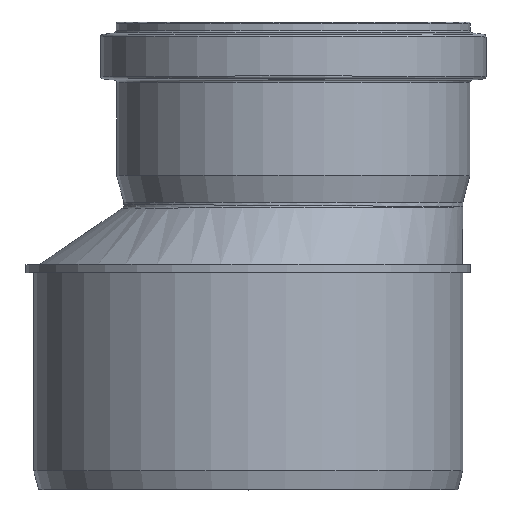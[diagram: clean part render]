
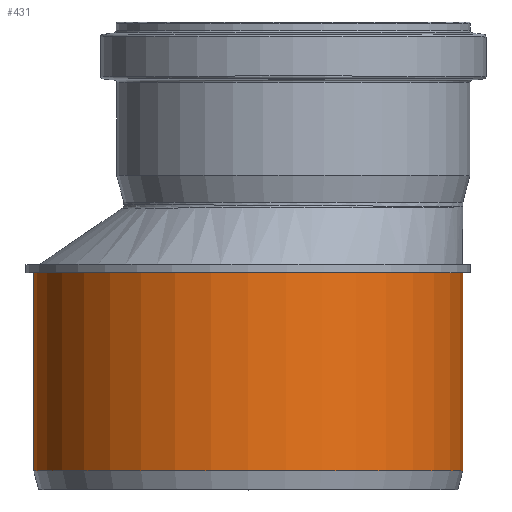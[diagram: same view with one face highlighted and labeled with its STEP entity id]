
A CAD part, top view. The second image highlights one B-rep face of the part: STEP entity #431.
In plain terms, the highlighted cylindrical face has radius 80.1 mm (diameter 160.2 mm), a full revolution.
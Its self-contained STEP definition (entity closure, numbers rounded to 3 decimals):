
#50=CYLINDRICAL_SURFACE('',#475,80.1);
#66=FACE_BOUND('',#151,.T.);
#105=FACE_OUTER_BOUND('',#150,.T.);
#150=EDGE_LOOP('',(#359));
#151=EDGE_LOOP('',(#360));
#207=CIRCLE('',#463,80.1);
#211=CIRCLE('',#470,80.1);
#241=VERTEX_POINT('',#671);
#251=VERTEX_POINT('',#1562);
#281=EDGE_CURVE('',#241,#241,#207,.T.);
#296=EDGE_CURVE('',#251,#251,#211,.T.);
#359=ORIENTED_EDGE('',*,*,#281,.T.);
#360=ORIENTED_EDGE('',*,*,#296,.F.);
#431=ADVANCED_FACE('',(#105,#66),#50,.T.);
#463=AXIS2_PLACEMENT_3D('',#672,#535,#536);
#470=AXIS2_PLACEMENT_3D('',#1563,#549,#550);
#475=AXIS2_PLACEMENT_3D('',#1570,#559,#560);
#535=DIRECTION('center_axis',(0.,-1.,0.));
#536=DIRECTION('ref_axis',(1.,0.,0.));
#549=DIRECTION('center_axis',(0.,-1.,0.));
#550=DIRECTION('ref_axis',(1.,0.,0.));
#559=DIRECTION('center_axis',(0.,-1.,0.));
#560=DIRECTION('ref_axis',(1.,0.,0.));
#671=CARTESIAN_POINT('',(-96.925,-26.285,0.));
#672=CARTESIAN_POINT('Origin',(-16.825,-26.285,0.));
#1562=CARTESIAN_POINT('',(63.275,-100.285,0.));
#1563=CARTESIAN_POINT('Origin',(-16.825,-100.285,0.));
#1570=CARTESIAN_POINT('Origin',(-16.825,-25.419,0.));
